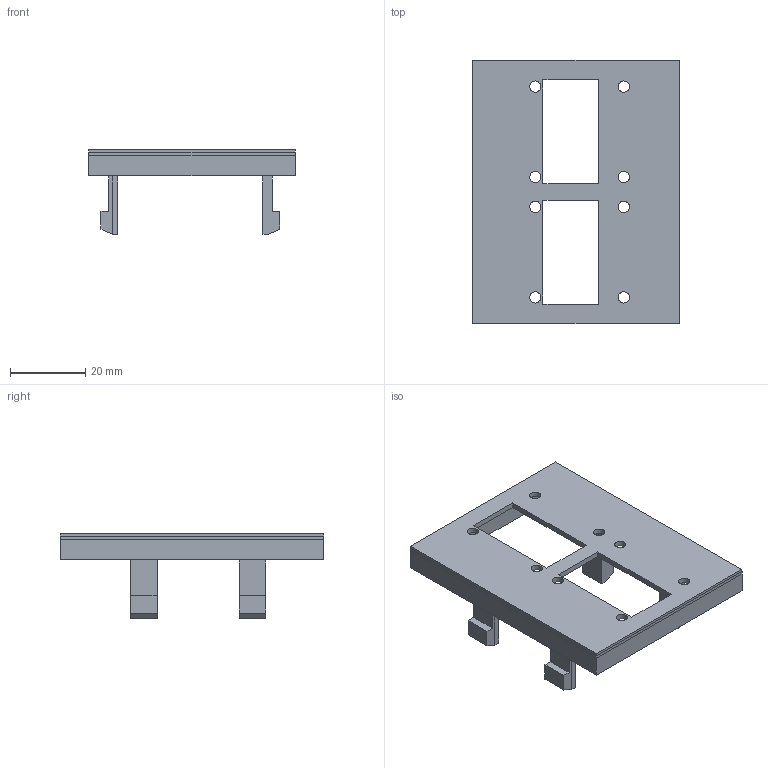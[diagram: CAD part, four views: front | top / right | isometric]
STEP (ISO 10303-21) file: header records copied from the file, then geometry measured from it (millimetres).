
FILE_DESCRIPTION(/* description */ (''),/* implementation_level */ '2;1');
FILE_NAME(/* name */ 'TopBox V3.step',/* time_stamp */ '2024-08-16T13:21:37-07:00',/* author */ (''),/* organization */ (''),/* preprocessor_version */ 'ST-DEVELOPER v20',/* originating_system */ 'Autodesk Translation Framework v13.14.0.145',/* authorisation */ '');
FILE_SCHEMA (('AUTOMOTIVE_DESIGN { 1 0 10303 214 3 1 1 }'));
Length unit declared in the file: millimetre
Products named in the file (1): Water Testing Box
Bounding box: 54.82 x 69.9 x 22.52 mm (x, y, z)
Volume: 11958.1 mm3; surface area: 16706.3 mm2
Topology: 17 solids, 17 shells, 168 faces, 391 edges, 260 vertices
Faces by surface type: plane 160, cylinder 8
Full cylindrical faces by diameter (mm): 3 x8
Entity records: 4762 total; most frequent: CARTESIAN_POINT 820, ORIENTED_EDGE 782, DIRECTION 745, EDGE_CURVE 391, LINE 375, VECTOR 375, VERTEX_POINT 260, EDGE_LOOP 191
